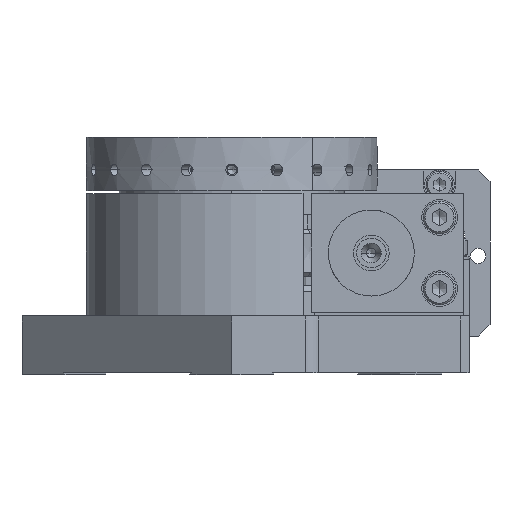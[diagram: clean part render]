
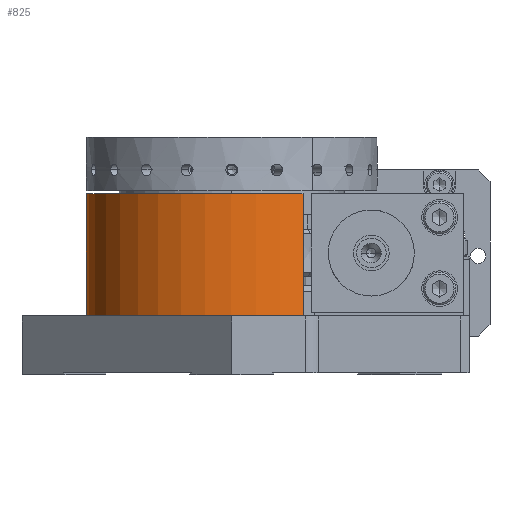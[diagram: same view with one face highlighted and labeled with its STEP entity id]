
A CAD part, left-side view. The second image highlights one B-rep face of the part: STEP entity #825.
In plain terms, the highlighted cylindrical face has radius 24.5 mm (diameter 49 mm), a partial arc.
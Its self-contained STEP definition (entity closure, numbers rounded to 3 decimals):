
#825=ADVANCED_FACE('',(#8165),#8164,.T.);
#8164=CYLINDRICAL_SURFACE('',#28173,24.5);
#8165=FACE_OUTER_BOUND('',#28174,.T.);
#28170=CARTESIAN_POINT('',(0.,0.,4.632));
#28171=DIRECTION('',(0.,0.,-1.));
#28172=DIRECTION('',(0.,-1.,0.));
#28173=AXIS2_PLACEMENT_3D('',#28170,#28171,#28172);
#28174=EDGE_LOOP('',(#41952,#41953,#41954,#41955));
#41952=ORIENTED_EDGE('',*,*,#50562,.F.);
#41953=ORIENTED_EDGE('',*,*,#50545,.T.);
#41954=ORIENTED_EDGE('',*,*,#50561,.T.);
#41955=ORIENTED_EDGE('',*,*,#50563,.T.);
#50545=EDGE_CURVE('',#62680,#62681,#62682,.T.);
#50561=EDGE_CURVE('',#62681,#62782,#62789,.T.);
#50562=EDGE_CURVE('',#62680,#62795,#62796,.T.);
#50563=EDGE_CURVE('',#62782,#62795,#62802,.T.);
#62680=VERTEX_POINT('',#92151);
#62681=VERTEX_POINT('',#92152);
#62682=LINE('',#92153,#92154);
#62782=VERTEX_POINT('',#92213);
#62789=CIRCLE('',#92220,24.5);
#62795=VERTEX_POINT('',#92221);
#62796=CIRCLE('',#92225,24.5);
#62802=LINE('',#92226,#92227);
#92151=CARTESIAN_POINT('',(21.36,-12.,30.5));
#92152=CARTESIAN_POINT('',(21.36,-12.,10.));
#92153=CARTESIAN_POINT('',(21.36,-12.,30.5));
#92154=VECTOR('',#92155,20.5);
#92155=DIRECTION('',(0.,0.,-1.));
#92213=CARTESIAN_POINT('',(-21.36,-12.,10.));
#92217=CARTESIAN_POINT('',(0.,0.,10.));
#92218=DIRECTION('',(0.,0.,1.));
#92219=DIRECTION('',(0.,-1.,0.));
#92220=AXIS2_PLACEMENT_3D('',#92217,#92218,#92219);
#92221=CARTESIAN_POINT('',(-21.36,-12.,30.5));
#92222=CARTESIAN_POINT('',(0.,0.,30.5));
#92223=DIRECTION('',(0.,0.,1.));
#92224=DIRECTION('',(0.,-1.,0.));
#92225=AXIS2_PLACEMENT_3D('',#92222,#92223,#92224);
#92226=CARTESIAN_POINT('',(-21.36,-12.,10.));
#92227=VECTOR('',#92228,20.5);
#92228=DIRECTION('',(0.,0.,1.));
